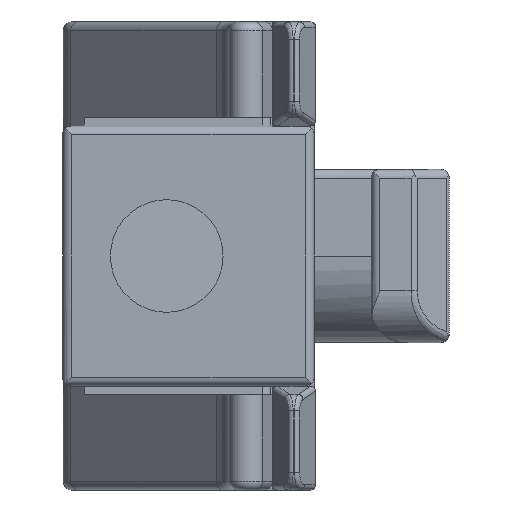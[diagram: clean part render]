
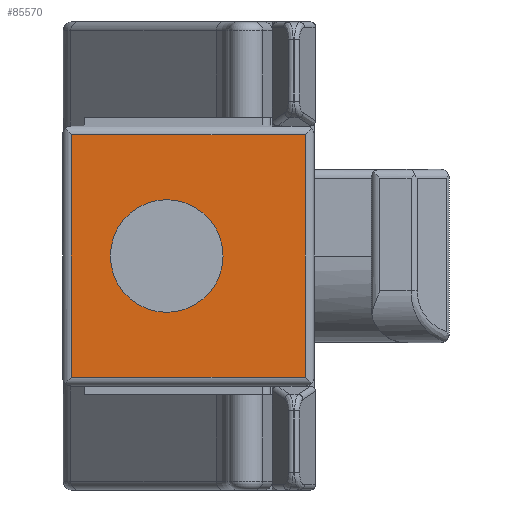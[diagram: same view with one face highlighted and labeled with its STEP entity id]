
A CAD part, left-side view. The second image highlights one B-rep face of the part: STEP entity #85570.
In plain terms, the highlighted planar face has unit normal (-1, 0, 0).
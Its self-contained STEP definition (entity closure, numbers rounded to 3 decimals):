
#79190=CARTESIAN_POINT('',(-19.75,14.,6.5));
#79200=VERTEX_POINT('',#79190);
#79540=CARTESIAN_POINT('',(-19.75,14.,20.5));
#79550=VERTEX_POINT('',#79540);
#79580=CARTESIAN_POINT('',(-19.75,14.,21.));
#79590=DIRECTION('',(0.,0.,-1.));
#79600=VECTOR('',#79590,1.);
#79610=LINE('',#79580,#79600);
#79620=EDGE_CURVE('',#79550,#79200,#79610,.T.);
#85120=CARTESIAN_POINT('',(-19.75,-0.14,21.15));
#85130=DIRECTION('',(1.,0.,0.));
#85140=DIRECTION('',(0.,-1.,0.));
#85150=AXIS2_PLACEMENT_3D('',#85120,#85130,#85140);
#85160=PLANE('',#85150);
#85170=CARTESIAN_POINT('',(-19.75,8.5,13.5));
#85180=DIRECTION('',(1.,0.,0.));
#85190=DIRECTION('',(0.,1.,0.));
#85200=AXIS2_PLACEMENT_3D('',#85170,#85180,#85190);
#85210=CIRCLE('',#85200,3.25);
#85220=CARTESIAN_POINT('',(-19.75,11.75,13.5));
#85230=VERTEX_POINT('',#85220);
#85240=CARTESIAN_POINT('',(-19.75,5.25,13.5));
#85250=VERTEX_POINT('',#85240);
#85260=EDGE_CURVE('',#85230,#85250,#85210,.T.);
#85270=ORIENTED_EDGE('',*,*,#85260,.T.);
#85280=EDGE_CURVE('',#85250,#85230,#85210,.T.);
#85290=ORIENTED_EDGE('',*,*,#85280,.T.);
#85300=EDGE_LOOP('',(#85290,#85270));
#85310=FACE_BOUND('',#85300,.T.);
#85320=CARTESIAN_POINT('',(-19.75,0.,6.5));
#85330=DIRECTION('',(0.,1.,0.));
#85340=VECTOR('',#85330,1.);
#85350=LINE('',#85320,#85340);
#85360=CARTESIAN_POINT('',(-19.75,0.5,6.5));
#85370=VERTEX_POINT('',#85360);
#85380=EDGE_CURVE('',#85370,#79200,#85350,.T.);
#85390=ORIENTED_EDGE('',*,*,#85380,.F.);
#85400=ORIENTED_EDGE('',*,*,#79620,.T.);
#85410=CARTESIAN_POINT('',(-19.75,0.,20.5));
#85420=DIRECTION('',(0.,1.,0.));
#85430=VECTOR('',#85420,1.);
#85440=LINE('',#85410,#85430);
#85450=CARTESIAN_POINT('',(-19.75,0.5,20.5));
#85460=VERTEX_POINT('',#85450);
#85470=EDGE_CURVE('',#85460,#79550,#85440,.T.);
#85480=ORIENTED_EDGE('',*,*,#85470,.T.);
#85490=CARTESIAN_POINT('',(-19.75,0.5,0.));
#85500=DIRECTION('',(0.,0.,1.));
#85510=VECTOR('',#85500,1.);
#85520=LINE('',#85490,#85510);
#85530=EDGE_CURVE('',#85370,#85460,#85520,.T.);
#85540=ORIENTED_EDGE('',*,*,#85530,.T.);
#85550=EDGE_LOOP('',(#85540,#85480,#85400,#85390));
#85560=FACE_OUTER_BOUND('',#85550,.T.);
#85570=ADVANCED_FACE('',(#85310,#85560),#85160,.F.);
